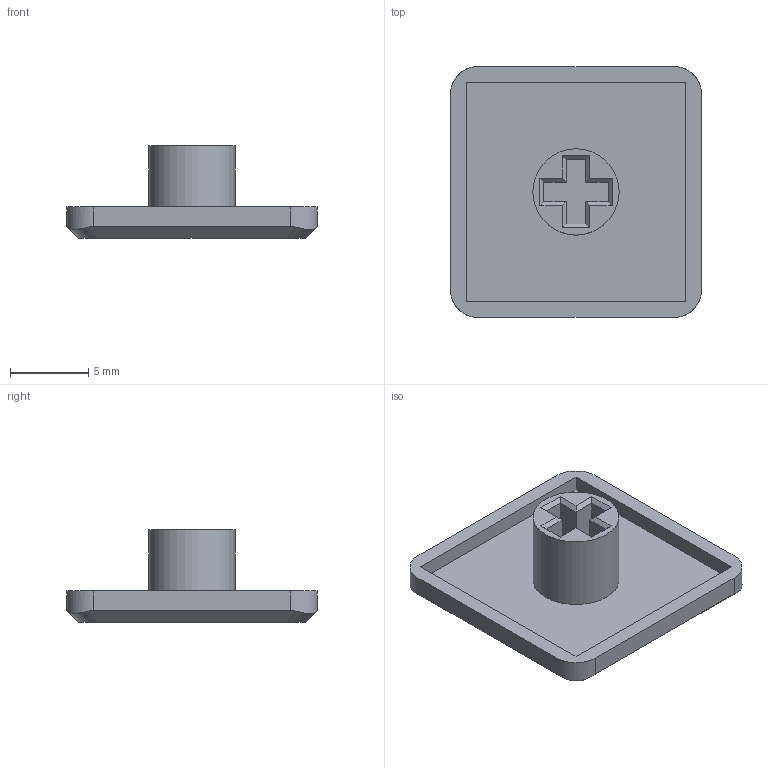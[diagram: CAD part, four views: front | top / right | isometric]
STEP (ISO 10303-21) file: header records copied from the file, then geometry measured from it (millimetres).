
FILE_DESCRIPTION(/* description */ (''),/* implementation_level */ '2;1');
FILE_NAME(/* name */ 'keycap.step',/* time_stamp */ '2021-12-29T13:53:59-08:00',/* author */ (''),/* organization */ (''),/* preprocessor_version */ 'ST-DEVELOPER v18.1',/* originating_system */ 'Autodesk Translation Framework v10.10.0.1391',/* authorisation */ '');
FILE_SCHEMA (('AUTOMOTIVE_DESIGN { 1 0 10303 214 3 1 1 }'));
Length unit declared in the file: millimetre
Products named in the file (1): flat_keycap
Bounding box: 16 x 16 x 5.9 mm (x, y, z)
Volume: 367.6 mm3; surface area: 820.4 mm2
Topology: 1 solids, 1 shells, 50 faces, 123 edges, 78 vertices
Faces by surface type: plane 41, cylinder 9
Full cylindrical faces by diameter (mm): 5.5 x1
Entity records: 1486 total; most frequent: CARTESIAN_POINT 252, DIRECTION 247, ORIENTED_EDGE 246, EDGE_CURVE 123, LINE 101, VECTOR 101, VERTEX_POINT 78, AXIS2_PLACEMENT_3D 73
